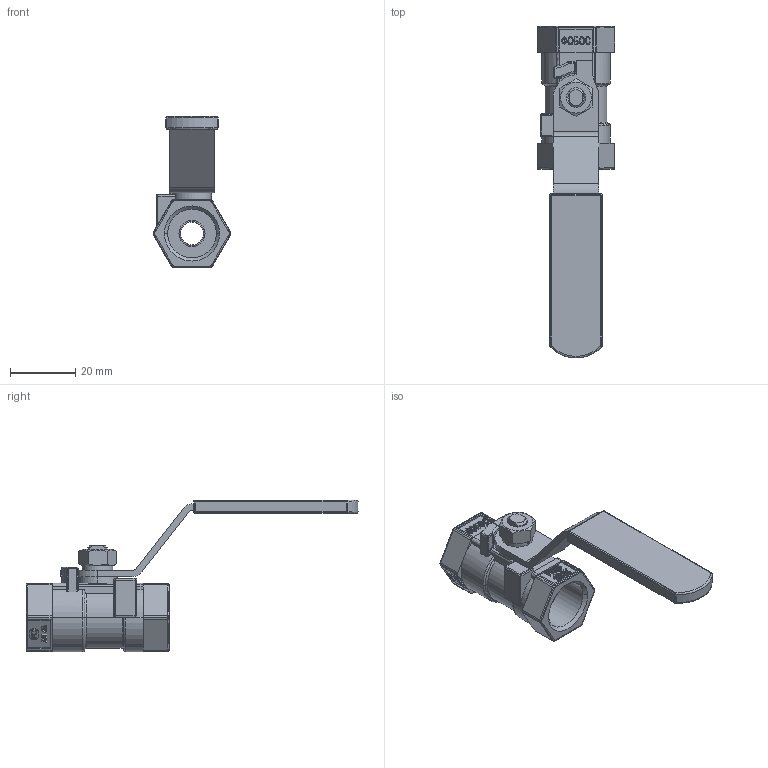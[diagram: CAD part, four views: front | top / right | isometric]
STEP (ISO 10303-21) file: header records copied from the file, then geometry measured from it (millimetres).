
FILE_DESCRIPTION((''),'2;1');
FILE_NAME('ÔÁ39 330 010 700.stp','2012-06-09T08:28:08',('Ãîíòàðåâ'),(''),'Autodesk Inventor 9','Autodesk Inventor 9','');
FILE_SCHEMA(('AUTOMOTIVE_DESIGN { 1 0 10303 214 1 1 1 1 }'));
Length unit declared in the file: millimetre
Products named in the file (1): 埡39 330 010 700
Bounding box: 23.94 x 101.99 x 46.5 mm (x, y, z)
Volume: 16008.5 mm3; surface area: 10746.7 mm2
Topology: 1 solids, 4 shells, 690 faces, 1809 edges, 1144 vertices
Faces by surface type: plane 297, cylinder 178, bspline 156, cone 28, sphere 18, torus 13
Entity records: 22365 total; most frequent: CARTESIAN_POINT 6091, ORIENTED_EDGE 3584, DIRECTION 3092, EDGE_CURVE 1792, VERTEX_POINT 1143, AXIS2_PLACEMENT_3D 1051, VECTOR 990, LINE 990
